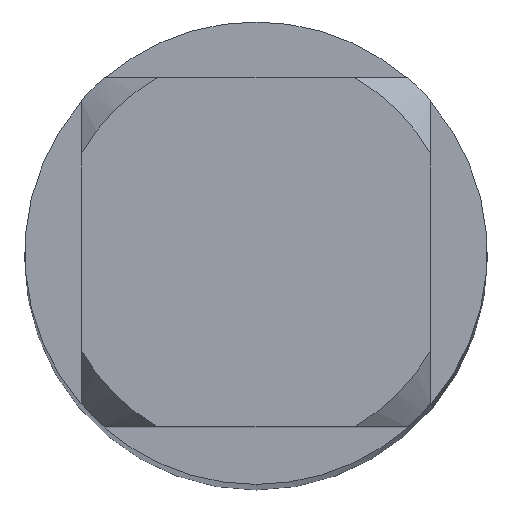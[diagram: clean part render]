
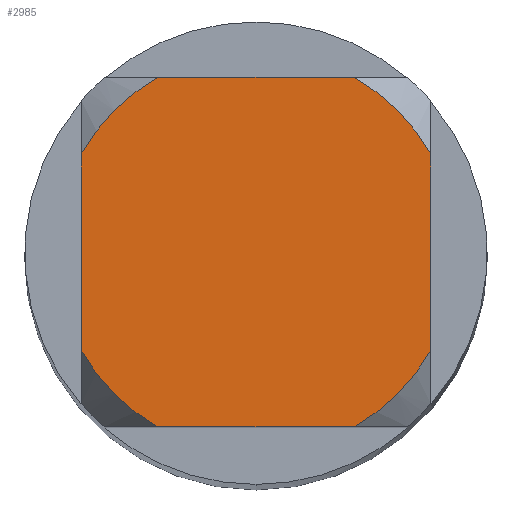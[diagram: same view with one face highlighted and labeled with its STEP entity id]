
A CAD part, top view. The second image highlights one B-rep face of the part: STEP entity #2985.
In plain terms, the highlighted planar face has unit normal (0, 0, 1).
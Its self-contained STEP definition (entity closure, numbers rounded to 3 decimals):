
#1485=VERTEX_POINT('',#4203);
#1503=VERTEX_POINT('',#4223);
#1527=VERTEX_POINT('',#4250);
#2027=VERTEX_POINT('',#4795);
#2199=VERTEX_POINT('',#4984);
#2745=EDGE_CURVE('',#3485,#1485,#5574,.T.);
#2787=VERTEX_POINT('',#5621);
#2985=ADVANCED_FACE('',(#5842),#5843,.T.);
#2991=EDGE_CURVE('',#3183,#1527,#5849,.T.);
#3183=VERTEX_POINT('',#6060);
#3313=EDGE_CURVE('',#3183,#1503,#6200,.T.);
#3449=EDGE_CURVE('',#2199,#1527,#6347,.T.);
#3473=EDGE_CURVE('',#3485,#2027,#6373,.T.);
#3485=VERTEX_POINT('',#6385);
#3603=EDGE_CURVE('',#2787,#1503,#6514,.T.);
#3777=EDGE_CURVE('',#2199,#2027,#6700,.T.);
#3967=EDGE_CURVE('',#2787,#1485,#6908,.T.);
#4203=CARTESIAN_POINT('',(-0.955,1.7,0.0));
#4223=CARTESIAN_POINT('',(1.7,0.955,0.0));
#4250=CARTESIAN_POINT('',(0.955,-1.7,0.0));
#4795=CARTESIAN_POINT('',(-1.7,-0.955,0.0));
#4984=CARTESIAN_POINT('',(-0.955,-1.7,0.0));
#5574=CIRCLE('',#12132,1.95);
#5621=CARTESIAN_POINT('',(0.955,1.7,0.0));
#5842=FACE_OUTER_BOUND('',#12911,.T.);
#5843=PLANE('',#12912);
#5849=CIRCLE('',#12924,1.95);
#6060=CARTESIAN_POINT('',(1.7,-0.955,0.0));
#6200=LINE('',#14219,#14220);
#6347=LINE('',#14701,#14702);
#6373=LINE('',#14779,#14780);
#6385=CARTESIAN_POINT('',(-1.7,0.955,0.0));
#6514=CIRCLE('',#15376,1.95);
#6700=CIRCLE('',#15979,1.95);
#6908=LINE('',#16765,#16766);
#12132=AXIS2_PLACEMENT_3D('',#18671,#18672,#18673);
#12911=EDGE_LOOP('',(#18991,#18992,#18993,#18994,#18995,#18996,#18997,#18998));
#12912=AXIS2_PLACEMENT_3D('',#18999,#19000,#19001);
#12924=AXIS2_PLACEMENT_3D('',#19005,#19006,#19007);
#14219=CARTESIAN_POINT('',(1.7,0.488,0.0));
#14220=VECTOR('',#19335,1.0);
#14701=CARTESIAN_POINT('',(0.0,-1.7,0.0));
#14702=VECTOR('',#19471,1.0);
#14779=CARTESIAN_POINT('',(-1.7,0.488,0.0));
#14780=VECTOR('',#19499,1.0);
#15376=AXIS2_PLACEMENT_3D('',#19634,#19635,#19636);
#15979=AXIS2_PLACEMENT_3D('',#19780,#19781,#19782);
#16765=CARTESIAN_POINT('',(0.0,1.7,0.0));
#16766=VECTOR('',#19999,1.0);
#18671=CARTESIAN_POINT('',(0.0,0.0,0.0));
#18672=DIRECTION('',(0.0,0.0,-1.0));
#18673=DIRECTION('',(0.0,1.0,0.0));
#18991=ORIENTED_EDGE('',*,*,#3473,.T.);
#18992=ORIENTED_EDGE('',*,*,#3777,.F.);
#18993=ORIENTED_EDGE('',*,*,#3449,.T.);
#18994=ORIENTED_EDGE('',*,*,#2991,.F.);
#18995=ORIENTED_EDGE('',*,*,#3313,.T.);
#18996=ORIENTED_EDGE('',*,*,#3603,.F.);
#18997=ORIENTED_EDGE('',*,*,#3967,.T.);
#18998=ORIENTED_EDGE('',*,*,#2745,.F.);
#18999=CARTESIAN_POINT('',(0.0,0.975,0.0));
#19000=DIRECTION('',(-0.0,0.0,1.0));
#19001=DIRECTION('',(0.0,-1.0,0.0));
#19005=CARTESIAN_POINT('',(0.0,0.0,0.0));
#19006=DIRECTION('',(0.0,0.0,-1.0));
#19007=DIRECTION('',(0.0,1.0,0.0));
#19335=DIRECTION('',(-0.0,1.0,0.0));
#19471=DIRECTION('',(1.0,0.0,0.0));
#19499=DIRECTION('',(-0.0,-1.0,0.0));
#19634=CARTESIAN_POINT('',(0.0,0.0,0.0));
#19635=DIRECTION('',(0.0,0.0,-1.0));
#19636=DIRECTION('',(0.0,1.0,0.0));
#19780=CARTESIAN_POINT('',(0.0,0.0,0.0));
#19781=DIRECTION('',(0.0,0.0,-1.0));
#19782=DIRECTION('',(0.0,1.0,0.0));
#19999=DIRECTION('',(-1.0,0.0,0.0));
